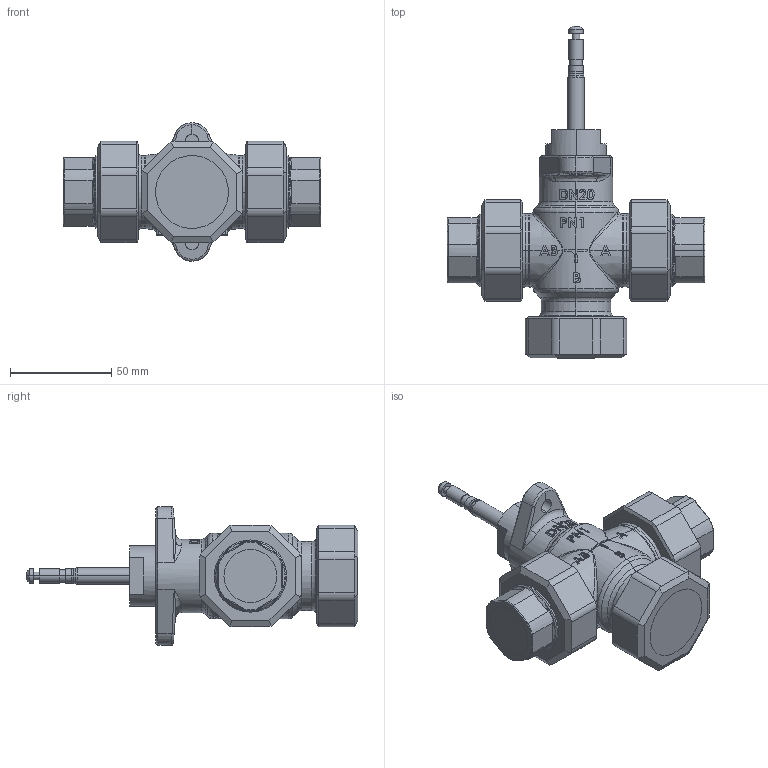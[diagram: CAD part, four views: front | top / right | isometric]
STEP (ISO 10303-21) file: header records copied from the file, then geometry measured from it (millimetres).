
FILE_DESCRIPTION (( 'STEP AP203' ), '1' );
FILE_NAME ('216RA_DN20_DEF.STEP', '2012-02-14T08:20:26', ( 'test' ), ( '' ), 'SwSTEP 2.0', 'SolidWorks 2011', '' );
FILE_SCHEMA (( 'CONFIG_CONTROL_DESIGN' ));
Length unit declared in the file: millimetre
Products named in the file (1): 216RA_DN20_DEF
Bounding box: 127.08 x 163.72 x 68.2 mm (x, y, z)
Volume: 265248.4 mm3; surface area: 45007.6 mm2
Topology: 1 solids, 4 shells, 707 faces, 1838 edges, 1141 vertices
Faces by surface type: plane 314, bspline 149, cylinder 148, torus 50, cone 44, sphere 2
Entity records: 31619 total; most frequent: CARTESIAN_POINT 16067, ORIENTED_EDGE 3608, DIRECTION 2763, EDGE_CURVE 1804, VERTEX_POINT 1141, AXIS2_PLACEMENT_3D 998, VECTOR 767, LINE 767
